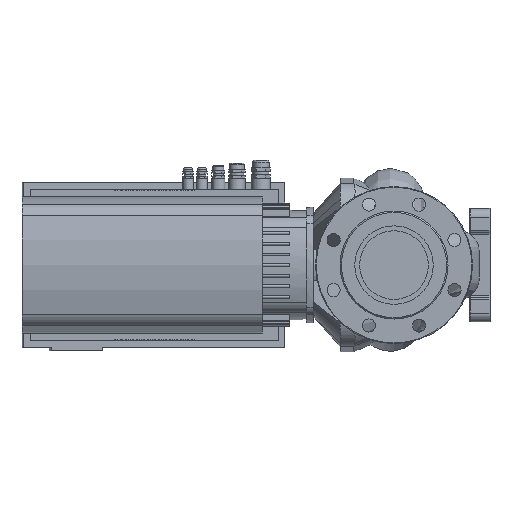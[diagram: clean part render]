
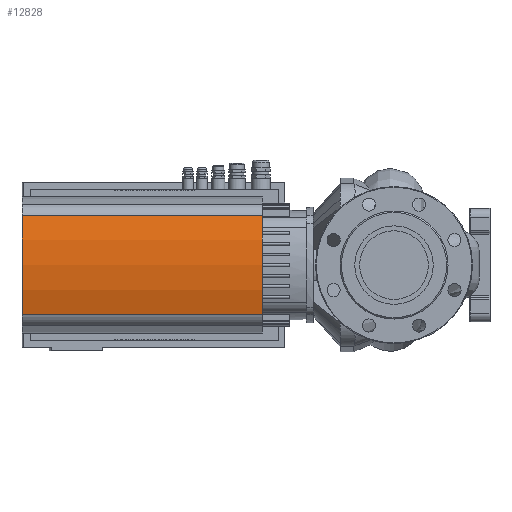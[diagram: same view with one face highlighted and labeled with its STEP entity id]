
A CAD part, left-side view. The second image highlights one B-rep face of the part: STEP entity #12828.
In plain terms, the highlighted cylindrical face has radius 245.508 mm (diameter 491.016 mm), a partial arc.
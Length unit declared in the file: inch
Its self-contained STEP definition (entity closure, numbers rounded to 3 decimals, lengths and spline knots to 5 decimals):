
#1542=FACE_OUTER_BOUND('',#2301,.T.);
#2301=EDGE_LOOP('',(#11952,#11953,#11954,#11955));
#3499=LINE('',#33121,#4701);
#3505=LINE('',#33158,#4707);
#4701=VECTOR('',#17904,0.3937);
#4707=VECTOR('',#17948,0.3937);
#5220=CIRCLE('',#14323,9.66566);
#5231=CIRCLE('',#14340,9.66566);
#6415=VERTEX_POINT('',#33114);
#6418=VERTEX_POINT('',#33119);
#6421=VERTEX_POINT('',#33129);
#6430=VERTEX_POINT('',#33157);
#8257=EDGE_CURVE('',#6418,#6415,#3499,.T.);
#8261=EDGE_CURVE('',#6421,#6415,#5220,.T.);
#8275=EDGE_CURVE('',#6421,#6430,#3505,.T.);
#8277=EDGE_CURVE('',#6418,#6430,#5231,.T.);
#11952=ORIENTED_EDGE('',*,*,#8257,.F.);
#11953=ORIENTED_EDGE('',*,*,#8277,.T.);
#11954=ORIENTED_EDGE('',*,*,#8275,.F.);
#11955=ORIENTED_EDGE('',*,*,#8261,.T.);
#12125=CYLINDRICAL_SURFACE('',#14339,9.66566);
#12828=ADVANCED_FACE('',(#1542),#12125,.T.);
#14323=AXIS2_PLACEMENT_3D('',#33130,#17914,#17915);
#14339=AXIS2_PLACEMENT_3D('',#33160,#17951,#17952);
#14340=AXIS2_PLACEMENT_3D('',#33161,#17953,#17954);
#17904=DIRECTION('',(0.,-1.,0.));
#17914=DIRECTION('center_axis',(0.,1.,0.));
#17915=DIRECTION('ref_axis',(-0.939,0.,0.344));
#17948=DIRECTION('',(0.,1.,0.));
#17951=DIRECTION('center_axis',(0.,-1.,0.));
#17952=DIRECTION('ref_axis',(-0.939,0.,0.344));
#17953=DIRECTION('center_axis',(0.,-1.,0.));
#17954=DIRECTION('ref_axis',(-0.939,0.,0.344));
#33114=CARTESIAN_POINT('',(6.00907,7.53936,2.8392));
#33119=CARTESIAN_POINT('',(6.00907,21.31886,2.8392));
#33121=CARTESIAN_POINT('',(6.00907,21.31886,2.8392));
#33129=CARTESIAN_POINT('',(6.00907,7.53936,-2.8392));
#33130=CARTESIAN_POINT('Origin',(15.24833,7.53936,0.));
#33157=CARTESIAN_POINT('',(6.00907,21.31886,-2.8392));
#33158=CARTESIAN_POINT('',(6.00907,21.31886,-2.8392));
#33160=CARTESIAN_POINT('Origin',(15.24833,21.31886,0.));
#33161=CARTESIAN_POINT('Origin',(15.24833,21.31886,0.));
